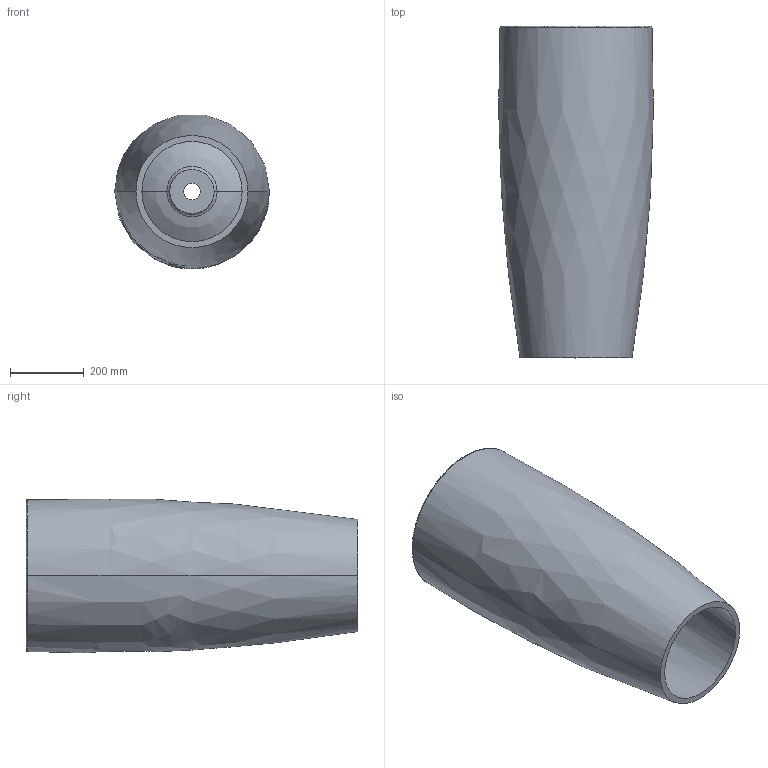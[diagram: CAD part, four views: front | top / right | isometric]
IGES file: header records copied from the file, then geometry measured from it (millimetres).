
Start section: SolidWorks IGES file using analytic representation for surfaces
Global section: file name: EOSA_ALT_D_A.IGS; native system: SolidWorks 2021; preprocessor: SolidWorks 2021; author: J.schlicker; date: 220215.122911; units: millimetre
Bounding box: 419.64 x 900 x 417.32 mm (x, y, z)
Volume: 19616248.7 mm3; surface area: 2309430.6 mm2
Topology: 1 solids, 1 shells, 26 faces, 56 edges, 32 vertices
Faces by surface type: revolution 22, plane 4
